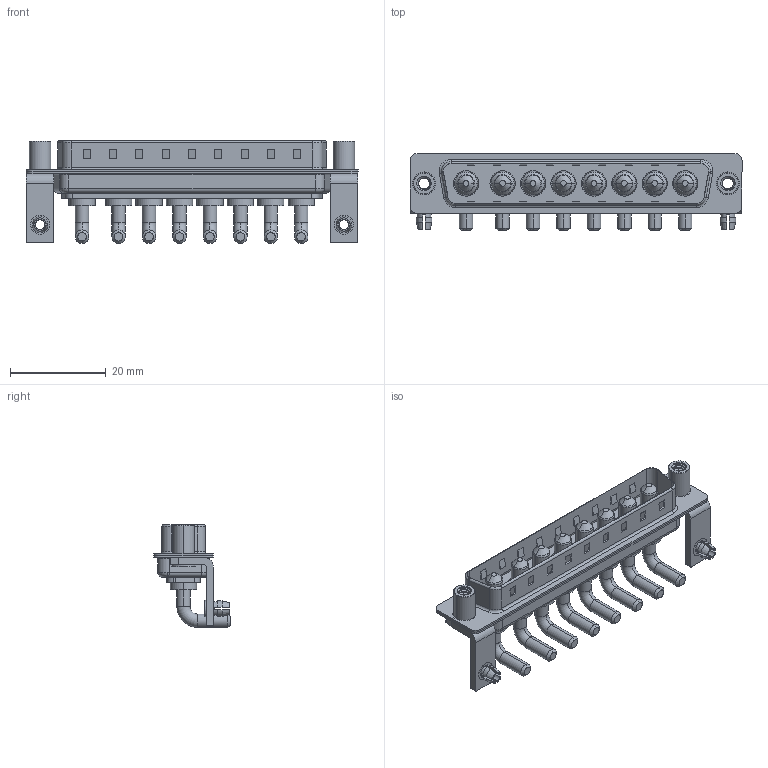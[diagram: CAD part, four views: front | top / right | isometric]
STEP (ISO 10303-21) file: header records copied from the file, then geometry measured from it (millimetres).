
FILE_DESCRIPTION (( 'STEP AP203' ), '1' );
FILE_NAME ('629-8W8-640-2N5.STEP', '2022-05-14T08:31:12', ( '' ), ( '' ), 'SwSTEP 2.0', 'SolidWorks 2020', '' );
FILE_SCHEMA (( 'CONFIG_CONTROL_DESIGN' ));
Length unit declared in the file: millimetre
Products named in the file (8): 629Combo Threaded Standoff_5; 629Combo Board Lock; 629Combo Shell Rear_37 Contacts; 629Combo Stabilizer Bracket; Power Pin_20A RA; 629Combo Housing_8W8; 629Combo Shell Front_37 Contacts; 629-8W8-640-2N5
Assembly tree (17 placements, depth 2):
  629-8W8-640-2N5
    629Combo Housing_8W8
    629Combo Shell Rear_37 Contacts
    629Combo Shell Front_37 Contacts
    629Combo Stabilizer Bracket  x2
    629Combo Board Lock  x2
    629Combo Threaded Standoff_5  x2
    Power Pin_20A RA  x8
Bounding box: 69.4 x 16.05 x 21.5 mm (x, y, z)
Volume: 5306.9 mm3; surface area: 11124 mm2
Topology: 25 solids, 25 shells, 936 faces, 2277 edges, 1432 vertices
Faces by surface type: cylinder 401, plane 353, cone 86, torus 82, bspline 14
Entity records: 19553 total; most frequent: CARTESIAN_POINT 4871, DIRECTION 2918, ORIENTED_EDGE 2784, EDGE_CURVE 1392, AXIS2_PLACEMENT_3D 1054, VERTEX_POINT 885, VECTOR 810, LINE 810
